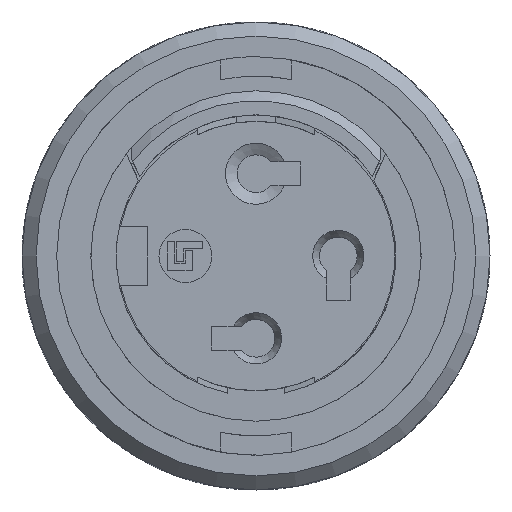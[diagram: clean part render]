
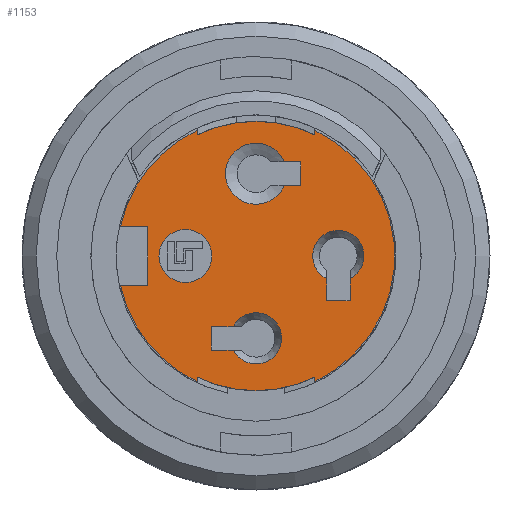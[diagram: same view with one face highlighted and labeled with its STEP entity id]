
A CAD part, left-side view. The second image highlights one B-rep face of the part: STEP entity #1153.
In plain terms, the highlighted planar face has unit normal (-1, 0, 0).
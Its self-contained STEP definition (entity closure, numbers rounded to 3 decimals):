
#138=FACE_BOUND('',#2535,.T.);
#139=FACE_BOUND('',#2536,.T.);
#140=FACE_BOUND('',#2537,.T.);
#141=FACE_BOUND('',#2538,.T.);
#142=FACE_BOUND('',#2539,.T.);
#714=CIRCLE('',#9893,1.089);
#715=CIRCLE('',#9894,1.089);
#716=CIRCLE('',#9895,1.125);
#717=CIRCLE('',#9896,5.9);
#718=CIRCLE('',#9897,5.725);
#719=CIRCLE('',#9898,5.9);
#720=CIRCLE('',#9899,5.9);
#721=CIRCLE('',#9900,5.725);
#722=CIRCLE('',#9901,1.3);
#1153=ADVANCED_FACE('',(#138,#139,#140,#141,#142),#1600,.T.);
#1600=PLANE('',#9902);
#2535=EDGE_LOOP('',(#6571,#6572,#6573,#6574));
#2536=EDGE_LOOP('',(#6575,#6576,#6577,#6578));
#2537=EDGE_LOOP('',(#6579));
#2538=EDGE_LOOP('',(#6580,#6581,#6582,#6583,#6584,#6585,#6586,#6587,#6588,
#6589,#6590,#6591));
#2539=EDGE_LOOP('',(#6592,#6593,#6594,#6595));
#2631=LINE('',#12443,#3425);
#2638=LINE('',#12461,#3432);
#2641=LINE('',#12467,#3435);
#2671=LINE('',#12554,#3465);
#2680=LINE('',#12573,#3474);
#2685=LINE('',#12587,#3479);
#3290=LINE('',#15669,#4084);
#3294=LINE('',#15678,#4088);
#3297=LINE('',#15692,#4091);
#3300=LINE('',#15708,#4094);
#3302=LINE('',#15712,#4096);
#3303=LINE('',#15714,#4097);
#3304=LINE('',#15719,#4098);
#3305=LINE('',#15721,#4099);
#3306=LINE('',#15727,#4100);
#3307=LINE('',#15731,#4101);
#3425=VECTOR('',#10027,1.);
#3432=VECTOR('',#10042,1.);
#3435=VECTOR('',#10047,1.);
#3465=VECTOR('',#10109,1.);
#3474=VECTOR('',#10120,1.);
#3479=VECTOR('',#10133,1.);
#4084=VECTOR('',#12070,1.);
#4088=VECTOR('',#12076,1.);
#4091=VECTOR('',#12081,1.);
#4094=VECTOR('',#12086,1.);
#4096=VECTOR('',#12090,1.);
#4097=VECTOR('',#12093,1.);
#4098=VECTOR('',#12096,1.);
#4099=VECTOR('',#12097,1.);
#4100=VECTOR('',#12106,1.);
#4101=VECTOR('',#12113,1.);
#6571=ORIENTED_EDGE('',*,*,#9033,.T.);
#6572=ORIENTED_EDGE('',*,*,#9018,.T.);
#6573=ORIENTED_EDGE('',*,*,#9034,.T.);
#6574=ORIENTED_EDGE('',*,*,#9022,.T.);
#6575=ORIENTED_EDGE('',*,*,#9035,.F.);
#6576=ORIENTED_EDGE('',*,*,#9036,.T.);
#6577=ORIENTED_EDGE('',*,*,#9037,.F.);
#6578=ORIENTED_EDGE('',*,*,#9038,.F.);
#6579=ORIENTED_EDGE('',*,*,#9039,.T.);
#6580=ORIENTED_EDGE('',*,*,#7839,.F.);
#6581=ORIENTED_EDGE('',*,*,#9040,.F.);
#6582=ORIENTED_EDGE('',*,*,#7851,.F.);
#6583=ORIENTED_EDGE('',*,*,#9041,.F.);
#6584=ORIENTED_EDGE('',*,*,#7848,.F.);
#6585=ORIENTED_EDGE('',*,*,#9042,.F.);
#6586=ORIENTED_EDGE('',*,*,#7906,.F.);
#6587=ORIENTED_EDGE('',*,*,#9043,.F.);
#6588=ORIENTED_EDGE('',*,*,#7899,.F.);
#6589=ORIENTED_EDGE('',*,*,#9044,.F.);
#6590=ORIENTED_EDGE('',*,*,#7890,.F.);
#6591=ORIENTED_EDGE('',*,*,#9045,.F.);
#6592=ORIENTED_EDGE('',*,*,#9031,.T.);
#6593=ORIENTED_EDGE('',*,*,#9046,.T.);
#6594=ORIENTED_EDGE('',*,*,#9026,.T.);
#6595=ORIENTED_EDGE('',*,*,#9047,.T.);
#6933=VERTEX_POINT('',#12442);
#6934=VERTEX_POINT('',#12444);
#6940=VERTEX_POINT('',#12460);
#6941=VERTEX_POINT('',#12462);
#6942=VERTEX_POINT('',#12466);
#6943=VERTEX_POINT('',#12468);
#6975=VERTEX_POINT('',#12553);
#6976=VERTEX_POINT('',#12555);
#6984=VERTEX_POINT('',#12572);
#6985=VERTEX_POINT('',#12574);
#6989=VERTEX_POINT('',#12586);
#6990=VERTEX_POINT('',#12588);
#7723=VERTEX_POINT('',#15668);
#7724=VERTEX_POINT('',#15670);
#7727=VERTEX_POINT('',#15677);
#7728=VERTEX_POINT('',#15679);
#7730=VERTEX_POINT('',#15691);
#7731=VERTEX_POINT('',#15693);
#7734=VERTEX_POINT('',#15707);
#7735=VERTEX_POINT('',#15709);
#7736=VERTEX_POINT('',#15715);
#7737=VERTEX_POINT('',#15716);
#7738=VERTEX_POINT('',#15718);
#7739=VERTEX_POINT('',#15720);
#7740=VERTEX_POINT('',#15723);
#7839=EDGE_CURVE('',#6933,#6934,#2631,.T.);
#7848=EDGE_CURVE('',#6940,#6941,#2638,.T.);
#7851=EDGE_CURVE('',#6942,#6943,#2641,.T.);
#7890=EDGE_CURVE('',#6975,#6976,#2671,.T.);
#7899=EDGE_CURVE('',#6984,#6985,#2680,.T.);
#7906=EDGE_CURVE('',#6989,#6990,#2685,.T.);
#9018=EDGE_CURVE('',#7724,#7723,#3290,.T.);
#9022=EDGE_CURVE('',#7728,#7727,#3294,.T.);
#9026=EDGE_CURVE('',#7731,#7730,#3297,.T.);
#9031=EDGE_CURVE('',#7735,#7734,#3300,.T.);
#9033=EDGE_CURVE('',#7727,#7724,#3302,.T.);
#9034=EDGE_CURVE('',#7723,#7728,#714,.T.);
#9035=EDGE_CURVE('',#7736,#7737,#3303,.T.);
#9036=EDGE_CURVE('',#7736,#7738,#715,.T.);
#9037=EDGE_CURVE('',#7739,#7738,#3304,.T.);
#9038=EDGE_CURVE('',#7737,#7739,#3305,.T.);
#9039=EDGE_CURVE('',#7740,#7740,#716,.T.);
#9040=EDGE_CURVE('',#6943,#6933,#717,.T.);
#9041=EDGE_CURVE('',#6941,#6942,#718,.T.);
#9042=EDGE_CURVE('',#6990,#6940,#719,.T.);
#9043=EDGE_CURVE('',#6985,#6989,#3306,.T.);
#9044=EDGE_CURVE('',#6976,#6984,#720,.T.);
#9045=EDGE_CURVE('',#6934,#6975,#721,.T.);
#9046=EDGE_CURVE('',#7734,#7731,#722,.T.);
#9047=EDGE_CURVE('',#7730,#7735,#3307,.T.);
#9893=AXIS2_PLACEMENT_3D('',#15713,#12091,#12092);
#9894=AXIS2_PLACEMENT_3D('',#15717,#12094,#12095);
#9895=AXIS2_PLACEMENT_3D('',#15722,#12098,#12099);
#9896=AXIS2_PLACEMENT_3D('',#15724,#12100,#12101);
#9897=AXIS2_PLACEMENT_3D('',#15725,#12102,#12103);
#9898=AXIS2_PLACEMENT_3D('',#15726,#12104,#12105);
#9899=AXIS2_PLACEMENT_3D('',#15728,#12107,#12108);
#9900=AXIS2_PLACEMENT_3D('',#15729,#12109,#12110);
#9901=AXIS2_PLACEMENT_3D('',#15730,#12111,#12112);
#9902=AXIS2_PLACEMENT_3D('',#15732,#12114,#12115);
#10027=DIRECTION('',(0.,0.,1.));
#10042=DIRECTION('',(0.,0.,-1.));
#10047=DIRECTION('',(0.,0.,1.));
#10109=DIRECTION('',(0.,0.,-1.));
#10120=DIRECTION('',(0.,-1.,0.));
#10133=DIRECTION('',(0.,1.,0.));
#12070=DIRECTION('',(0.,0.,1.));
#12076=DIRECTION('',(0.,0.,-1.));
#12081=DIRECTION('',(0.,-1.,0.));
#12086=DIRECTION('',(0.,1.,0.));
#12090=DIRECTION('',(0.,1.,0.));
#12091=DIRECTION('',(1.,0.,0.));
#12092=DIRECTION('',(0.,0.,1.));
#12093=DIRECTION('',(0.,1.,0.));
#12094=DIRECTION('',(1.,0.,0.));
#12095=DIRECTION('',(0.,0.,1.));
#12096=DIRECTION('',(0.,-1.,0.));
#12097=DIRECTION('',(0.,0.,-1.));
#12098=DIRECTION('',(1.,0.,0.));
#12099=DIRECTION('',(0.,0.,-1.));
#12100=DIRECTION('',(1.,0.,0.));
#12101=DIRECTION('',(0.,0.,-1.));
#12102=DIRECTION('',(1.,0.,0.));
#12103=DIRECTION('',(0.,-1.,0.));
#12104=DIRECTION('',(1.,0.,0.));
#12105=DIRECTION('',(0.,0.,-1.));
#12106=DIRECTION('',(0.,0.,1.));
#12107=DIRECTION('',(1.,0.,0.));
#12108=DIRECTION('',(0.,0.,-1.));
#12109=DIRECTION('',(1.,0.,0.));
#12110=DIRECTION('',(0.,1.,0.));
#12111=DIRECTION('',(1.,0.,0.));
#12112=DIRECTION('',(0.,0.,1.));
#12113=DIRECTION('',(0.,0.,-1.));
#12114=DIRECTION('',(-1.,0.,0.));
#12115=DIRECTION('',(0.,0.,1.));
#12442=CARTESIAN_POINT('',(0.,-2.5,-5.344));
#12443=CARTESIAN_POINT('',(0.,-2.5,-5.864));
#12444=CARTESIAN_POINT('',(0.,-2.5,-5.15));
#12460=CARTESIAN_POINT('',(0.,2.5,5.344));
#12461=CARTESIAN_POINT('',(0.,2.5,5.864));
#12462=CARTESIAN_POINT('',(0.,2.5,5.15));
#12466=CARTESIAN_POINT('',(0.,-2.5,5.15));
#12467=CARTESIAN_POINT('',(0.,-2.5,5.15));
#12468=CARTESIAN_POINT('',(0.,-2.5,5.344));
#12553=CARTESIAN_POINT('',(0.,2.5,-5.15));
#12554=CARTESIAN_POINT('',(0.,2.5,-5.15));
#12555=CARTESIAN_POINT('',(0.,2.5,-5.344));
#12572=CARTESIAN_POINT('',(0.,5.766,-1.25));
#12573=CARTESIAN_POINT('',(0.,6.251,-1.25));
#12574=CARTESIAN_POINT('',(0.,4.6,-1.25));
#12586=CARTESIAN_POINT('',(0.,4.6,1.25));
#12587=CARTESIAN_POINT('',(0.,4.6,1.25));
#12588=CARTESIAN_POINT('',(0.,5.766,1.25));
#15668=CARTESIAN_POINT('',(0.,-3.,-0.967));
#15669=CARTESIAN_POINT('',(0.,-3.,-1.9));
#15670=CARTESIAN_POINT('',(0.,-3.,-1.9));
#15677=CARTESIAN_POINT('',(0.,-4.,-1.9));
#15678=CARTESIAN_POINT('',(0.,-4.,-0.624));
#15679=CARTESIAN_POINT('',(0.,-4.,-0.967));
#15691=CARTESIAN_POINT('',(0.,-1.9,4.));
#15692=CARTESIAN_POINT('',(0.,-0.624,4.));
#15693=CARTESIAN_POINT('',(0.,-1.2,4.));
#15707=CARTESIAN_POINT('',(0.,-1.2,3.));
#15708=CARTESIAN_POINT('',(0.,-1.9,3.));
#15709=CARTESIAN_POINT('',(0.,-1.9,3.));
#15712=CARTESIAN_POINT('',(0.,-4.,-1.9));
#15713=CARTESIAN_POINT('',(0.,-3.5,0.));
#15714=CARTESIAN_POINT('',(0.,0.624,-3.));
#15715=CARTESIAN_POINT('',(0.,0.967,-3.));
#15716=CARTESIAN_POINT('',(0.,1.9,-3.));
#15717=CARTESIAN_POINT('',(0.,0.,-3.5));
#15718=CARTESIAN_POINT('',(0.,0.967,-4.));
#15719=CARTESIAN_POINT('',(0.,1.9,-4.));
#15720=CARTESIAN_POINT('',(0.,1.9,-4.));
#15721=CARTESIAN_POINT('',(0.,1.9,-3.));
#15722=CARTESIAN_POINT('',(0.,3.,0.));
#15723=CARTESIAN_POINT('',(0.,3.,-1.125));
#15724=CARTESIAN_POINT('',(0.,0.,0.));
#15725=CARTESIAN_POINT('',(0.,0.,0.));
#15726=CARTESIAN_POINT('',(0.,0.,0.));
#15727=CARTESIAN_POINT('',(0.,4.6,-1.25));
#15728=CARTESIAN_POINT('',(0.,0.,0.));
#15729=CARTESIAN_POINT('',(0.,0.,0.));
#15730=CARTESIAN_POINT('',(0.,0.,3.5));
#15731=CARTESIAN_POINT('',(0.,-1.9,4.));
#15732=CARTESIAN_POINT('',(0.,0.,0.));
